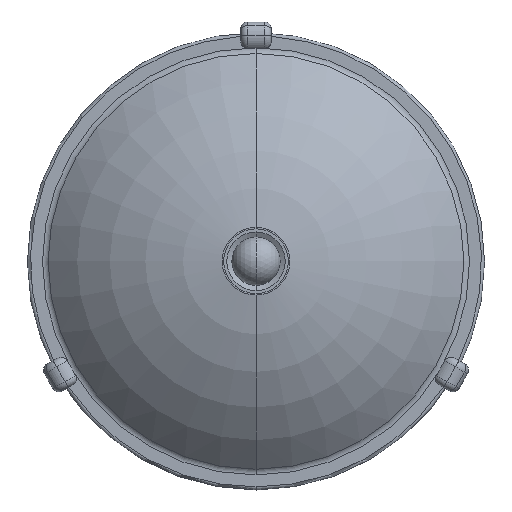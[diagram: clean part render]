
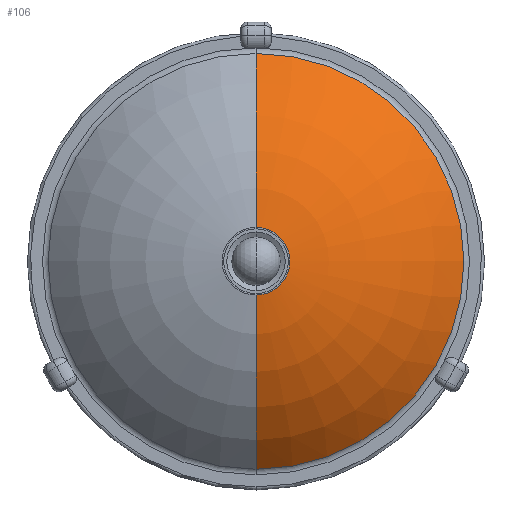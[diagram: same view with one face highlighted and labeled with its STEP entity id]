
A CAD part, top view. The second image highlights one B-rep face of the part: STEP entity #106.
In plain terms, the highlighted toroidal (fillet/blend) face has major radius 6.321 mm and minor radius 175.877 mm.
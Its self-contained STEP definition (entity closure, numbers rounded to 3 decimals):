
#106 = ADVANCED_FACE ( 'NONE', ( #3842 ), #5025, .T. ) ;
#464 = DIRECTION ( 'NONE',  ( 0., 0., 1. ) ) ;
#521 = ORIENTED_EDGE ( 'NONE', *, *, #5815, .T. ) ;
#525 = CARTESIAN_POINT ( 'NONE',  ( 22., 0., 96.413 ) ) ;
#657 = AXIS2_PLACEMENT_3D ( 'NONE', #6593, #2434, #7293 ) ;
#699 = DIRECTION ( 'NONE',  ( 0., 0., 1. ) ) ;
#707 = CARTESIAN_POINT ( 'NONE',  ( 0., 135.035, 41.093 ) ) ;
#931 = CARTESIAN_POINT ( 'NONE',  ( 0., 0., 41.093 ) ) ;
#1351 = AXIS2_PLACEMENT_3D ( 'NONE', #4770, #699, #5477 ) ;
#1622 = DIRECTION ( 'NONE',  ( 0., 1., 0. ) ) ;
#2047 = EDGE_CURVE ( 'NONE', #3733, #2865, #5499, .T. ) ;
#2434 = DIRECTION ( 'NONE',  ( -1., 0., 0. ) ) ;
#2676 = VERTEX_POINT ( 'NONE', #525 ) ;
#2865 = VERTEX_POINT ( 'NONE', #707 ) ;
#2880 = CIRCLE ( 'NONE', #1351, 22. ) ;
#2984 = CIRCLE ( 'NONE', #657, 175.877 ) ;
#3407 = EDGE_CURVE ( 'NONE', #2676, #6548, #4108, .T. ) ;
#3494 = ORIENTED_EDGE ( 'NONE', *, *, #6886, .F. ) ;
#3733 = VERTEX_POINT ( 'NONE', #6933 ) ;
#3842 = FACE_OUTER_BOUND ( 'NONE', #7477, .T. ) ;
#4001 = CARTESIAN_POINT ( 'NONE',  ( 0., -6.321, -78.764 ) ) ;
#4015 = AXIS2_PLACEMENT_3D ( 'NONE', #4548, #464, #5244 ) ;
#4036 = CIRCLE ( 'NONE', #5820, 175.877 ) ;
#4108 = CIRCLE ( 'NONE', #4015, 22. ) ;
#4341 = CARTESIAN_POINT ( 'NONE',  ( 0., 0., -78.764 ) ) ;
#4548 = CARTESIAN_POINT ( 'NONE',  ( 0., 0., 96.413 ) ) ;
#4689 = DIRECTION ( 'NONE',  ( 0., 1., 0. ) ) ;
#4770 = CARTESIAN_POINT ( 'NONE',  ( 0., 0., 96.413 ) ) ;
#5025 = TOROIDAL_SURFACE ( 'NONE', #5605, 6.321, 175.877 ) ;
#5124 = ORIENTED_EDGE ( 'NONE', *, *, #7127, .F. ) ;
#5244 = DIRECTION ( 'NONE',  ( 0., 1., 0. ) ) ;
#5374 = CARTESIAN_POINT ( 'NONE',  ( 0., 22., 96.413 ) ) ;
#5477 = DIRECTION ( 'NONE',  ( 0., 1., 0. ) ) ;
#5499 = CIRCLE ( 'NONE', #8148, 135.035 ) ;
#5605 = AXIS2_PLACEMENT_3D ( 'NONE', #4341, #8502, #7136 ) ;
#5723 = DIRECTION ( 'NONE',  ( 0., 0., 1. ) ) ;
#5815 = EDGE_CURVE ( 'NONE', #7646, #3733, #4036, .T. ) ;
#5820 = AXIS2_PLACEMENT_3D ( 'NONE', #4001, #8842, #4689 ) ;
#6342 = CARTESIAN_POINT ( 'NONE',  ( 0., -22., 96.413 ) ) ;
#6548 = VERTEX_POINT ( 'NONE', #5374 ) ;
#6593 = CARTESIAN_POINT ( 'NONE',  ( 0., 6.321, -78.764 ) ) ;
#6886 = EDGE_CURVE ( 'NONE', #7646, #2676, #2880, .T. ) ;
#6933 = CARTESIAN_POINT ( 'NONE',  ( 0., -135.035, 41.093 ) ) ;
#6974 = ORIENTED_EDGE ( 'NONE', *, *, #2047, .T. ) ;
#7127 = EDGE_CURVE ( 'NONE', #6548, #2865, #2984, .T. ) ;
#7136 = DIRECTION ( 'NONE',  ( 0., 1., 0. ) ) ;
#7293 = DIRECTION ( 'NONE',  ( 0., 0., 1. ) ) ;
#7477 = EDGE_LOOP ( 'NONE', ( #3494, #521, #6974, #5124, #8529 ) ) ;
#7646 = VERTEX_POINT ( 'NONE', #6342 ) ;
#8148 = AXIS2_PLACEMENT_3D ( 'NONE', #931, #5723, #1622 ) ;
#8502 = DIRECTION ( 'NONE',  ( 0., 0., -1. ) ) ;
#8529 = ORIENTED_EDGE ( 'NONE', *, *, #3407, .F. ) ;
#8842 = DIRECTION ( 'NONE',  ( 1., 0., 0. ) ) ;
